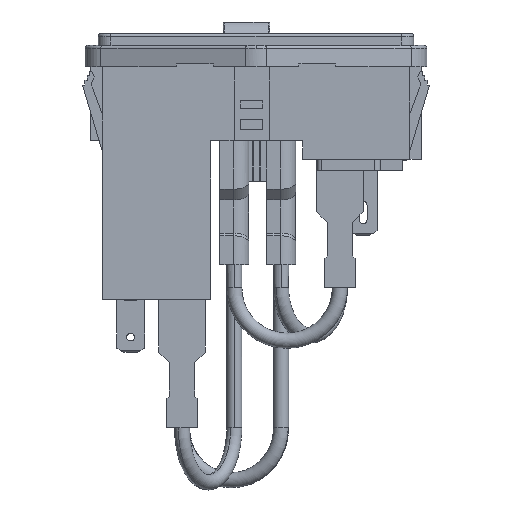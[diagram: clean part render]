
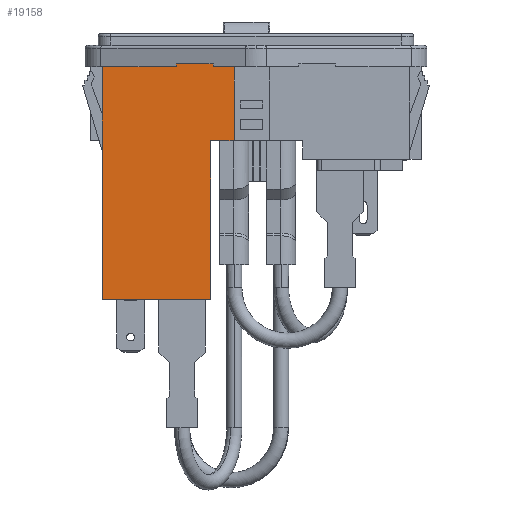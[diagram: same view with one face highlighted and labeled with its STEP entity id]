
A CAD part, left-side view. The second image highlights one B-rep face of the part: STEP entity #19158.
In plain terms, the highlighted planar face has unit normal (-1, 0, 0).
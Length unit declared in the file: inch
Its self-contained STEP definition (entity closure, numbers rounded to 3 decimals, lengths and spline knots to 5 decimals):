
#251 = CARTESIAN_POINT ( 'NONE',  ( -0.51181, 0.14827, -0.205 ) ) ;
#430 = VERTEX_POINT ( 'NONE', #13385 ) ;
#825 = AXIS2_PLACEMENT_3D ( 'NONE', #251, #16955, #4429 ) ;
#1125 = LINE ( 'NONE', #7624, #17788 ) ;
#1165 = EDGE_CURVE ( 'NONE', #23015, #2905, #1125, .T. ) ;
#1381 = VERTEX_POINT ( 'NONE', #24171 ) ;
#1575 = VECTOR ( 'NONE', #2408, 39.37008 ) ;
#1843 = VERTEX_POINT ( 'NONE', #8920 ) ;
#2188 = CARTESIAN_POINT ( 'NONE',  ( -0.51181, 0.28992, -1.0015 ) ) ;
#2218 = LINE ( 'NONE', #2230, #1575 ) ;
#2230 = CARTESIAN_POINT ( 'NONE',  ( -0.51181, 1.04, -1.0015 ) ) ;
#2408 = DIRECTION ( 'NONE',  ( 0., 0., 1. ) ) ;
#2637 = CARTESIAN_POINT ( 'NONE',  ( -0.51181, 0.30575, -1.0015 ) ) ;
#2905 = VERTEX_POINT ( 'NONE', #23506 ) ;
#3112 = CARTESIAN_POINT ( 'NONE',  ( -0.51181, 0.14827, -1.0015 ) ) ;
#3294 = LINE ( 'NONE', #4610, #24174 ) ;
#4328 = LINE ( 'NONE', #2188, #25887 ) ;
#4429 = DIRECTION ( 'NONE',  ( 0., 0., -1. ) ) ;
#4610 = CARTESIAN_POINT ( 'NONE',  ( -0.51181, 0.59413, -0.725 ) ) ;
#5141 = CARTESIAN_POINT ( 'NONE',  ( -0.51181, 0.28992, -0.225 ) ) ;
#5152 = EDGE_CURVE ( 'NONE', #430, #21646, #5528, .T. ) ;
#5208 = DIRECTION ( 'NONE',  ( 0., 0., -1. ) ) ;
#5428 = EDGE_CURVE ( 'NONE', #21813, #1381, #18936, .T. ) ;
#5528 = LINE ( 'NONE', #9965, #20902 ) ;
#5594 = LINE ( 'NONE', #17790, #6259 ) ;
#5772 = LINE ( 'NONE', #9990, #10696 ) ;
#6259 = VECTOR ( 'NONE', #23970, 39.37008 ) ;
#6265 = VECTOR ( 'NONE', #18829, 39.37008 ) ;
#6387 = DIRECTION ( 'NONE',  ( 0., 0., -1. ) ) ;
#6935 = DIRECTION ( 'NONE',  ( 0., 0., -1. ) ) ;
#7405 = FACE_OUTER_BOUND ( 'NONE', #14385, .T. ) ;
#7624 = CARTESIAN_POINT ( 'NONE',  ( -0.51181, 0.84742, -0.225 ) ) ;
#8022 = ORIENTED_EDGE ( 'NONE', *, *, #14341, .F. ) ;
#8920 = CARTESIAN_POINT ( 'NONE',  ( -0.51181, 1.04, -1.798 ) ) ;
#9847 = LINE ( 'NONE', #3112, #20316 ) ;
#9965 = CARTESIAN_POINT ( 'NONE',  ( -0.51181, 0.41492, -0.205 ) ) ;
#9990 = CARTESIAN_POINT ( 'NONE',  ( -0.51181, 0.53992, -1.0015 ) ) ;
#10279 = EDGE_CURVE ( 'NONE', #430, #16251, #4328, .T. ) ;
#10525 = CARTESIAN_POINT ( 'NONE',  ( -0.51181, 1.04, -0.225 ) ) ;
#10561 = EDGE_CURVE ( 'NONE', #16251, #22352, #5594, .T. ) ;
#10695 = ORIENTED_EDGE ( 'NONE', *, *, #10279, .F. ) ;
#10696 = VECTOR ( 'NONE', #20412, 39.37008 ) ;
#10743 = ORIENTED_EDGE ( 'NONE', *, *, #16056, .F. ) ;
#10885 = VERTEX_POINT ( 'NONE', #15697 ) ;
#11341 = CARTESIAN_POINT ( 'NONE',  ( -0.51181, 0.53992, -0.205 ) ) ;
#11545 = ORIENTED_EDGE ( 'NONE', *, *, #23314, .F. ) ;
#11845 = CARTESIAN_POINT ( 'NONE',  ( -0.51181, 0.14827, -0.225 ) ) ;
#12733 = PLANE ( 'NONE',  #825 ) ;
#13355 = VECTOR ( 'NONE', #6935, 39.37008 ) ;
#13385 = CARTESIAN_POINT ( 'NONE',  ( -0.51181, 0.28992, -0.205 ) ) ;
#14341 = EDGE_CURVE ( 'NONE', #1843, #23015, #2218, .T. ) ;
#14385 = EDGE_LOOP ( 'NONE', ( #15406, #15226, #10695, #15535, #25788, #21277, #8022, #11545, #22741, #10743 ) ) ;
#15226 = ORIENTED_EDGE ( 'NONE', *, *, #10561, .F. ) ;
#15406 = ORIENTED_EDGE ( 'NONE', *, *, #21687, .F. ) ;
#15535 = ORIENTED_EDGE ( 'NONE', *, *, #5152, .T. ) ;
#15697 = CARTESIAN_POINT ( 'NONE',  ( -0.51181, 0.14827, -0.725 ) ) ;
#16056 = EDGE_CURVE ( 'NONE', #10885, #21813, #3294, .T. ) ;
#16251 = VERTEX_POINT ( 'NONE', #5141 ) ;
#16955 = DIRECTION ( 'NONE',  ( 1., 0., 0. ) ) ;
#17131 = DIRECTION ( 'NONE',  ( 0., 1., 0. ) ) ;
#17400 = LINE ( 'NONE', #22986, #6265 ) ;
#17788 = VECTOR ( 'NONE', #19122, 39.37008 ) ;
#17790 = CARTESIAN_POINT ( 'NONE',  ( -0.51181, -0.00008, -0.225 ) ) ;
#18829 = DIRECTION ( 'NONE',  ( 0., 1., 0. ) ) ;
#18936 = LINE ( 'NONE', #2637, #13355 ) ;
#19069 = EDGE_CURVE ( 'NONE', #2905, #21646, #5772, .T. ) ;
#19122 = DIRECTION ( 'NONE',  ( 0., -1., 0. ) ) ;
#19158 = ADVANCED_FACE ( 'NONE', ( #7405 ), #12733, .F. ) ;
#20286 = CARTESIAN_POINT ( 'NONE',  ( -0.51181, 0.30575, -0.725 ) ) ;
#20316 = VECTOR ( 'NONE', #5208, 39.37008 ) ;
#20412 = DIRECTION ( 'NONE',  ( 0., 0., 1. ) ) ;
#20902 = VECTOR ( 'NONE', #22567, 39.37008 ) ;
#21277 = ORIENTED_EDGE ( 'NONE', *, *, #1165, .F. ) ;
#21646 = VERTEX_POINT ( 'NONE', #11341 ) ;
#21687 = EDGE_CURVE ( 'NONE', #22352, #10885, #9847, .T. ) ;
#21813 = VERTEX_POINT ( 'NONE', #20286 ) ;
#22352 = VERTEX_POINT ( 'NONE', #11845 ) ;
#22567 = DIRECTION ( 'NONE',  ( 0., 1., 0. ) ) ;
#22741 = ORIENTED_EDGE ( 'NONE', *, *, #5428, .F. ) ;
#22986 = CARTESIAN_POINT ( 'NONE',  ( -0.51181, 0.59413, -1.798 ) ) ;
#23015 = VERTEX_POINT ( 'NONE', #10525 ) ;
#23314 = EDGE_CURVE ( 'NONE', #1381, #1843, #17400, .T. ) ;
#23506 = CARTESIAN_POINT ( 'NONE',  ( -0.51181, 0.53992, -0.225 ) ) ;
#23970 = DIRECTION ( 'NONE',  ( 0., -1., 0. ) ) ;
#24171 = CARTESIAN_POINT ( 'NONE',  ( -0.51181, 0.30575, -1.798 ) ) ;
#24174 = VECTOR ( 'NONE', #17131, 39.37008 ) ;
#25788 = ORIENTED_EDGE ( 'NONE', *, *, #19069, .F. ) ;
#25887 = VECTOR ( 'NONE', #6387, 39.37008 ) ;
